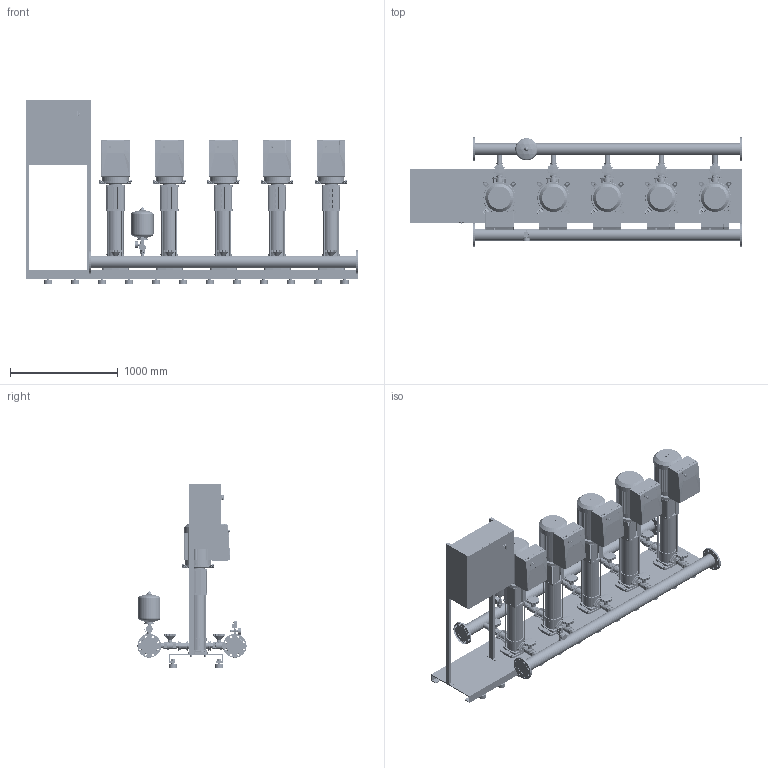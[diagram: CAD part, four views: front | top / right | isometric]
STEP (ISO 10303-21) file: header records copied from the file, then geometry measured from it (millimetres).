
FILE_DESCRIPTION((''),'2;1');
FILE_NAME('3d_COR-5HELIXVE1009_K_CCE-01-2535982.stp','2015-10-05T07:19:40',(''),(''),'Mechanical Desktop 2009','Mechanical Desktop 2009',', , ');
FILE_SCHEMA(('CONFIG_CONTROL_DESIGN'));
Length unit declared in the file: millimetre
Products named in the file (1): Product
Bounding box: 3080 x 1012 x 1705 mm (x, y, z)
Volume: 441658025.9 mm3; surface area: 23093561.3 mm2
Topology: 291 solids, 291 shells, 9237 faces, 24101 edges, 15737 vertices
Faces by surface type: plane 3647, bspline 2588, cylinder 2361, cone 323, torus 222, sphere 96
Entity records: 305195 total; most frequent: CARTESIAN_POINT 79769, ORIENTED_EDGE 48018, DIRECTION 43758, EDGE_CURVE 24009, VERTEX_POINT 15731, VECTOR 15360, LINE 15360, AXIS2_PLACEMENT_3D 14199
